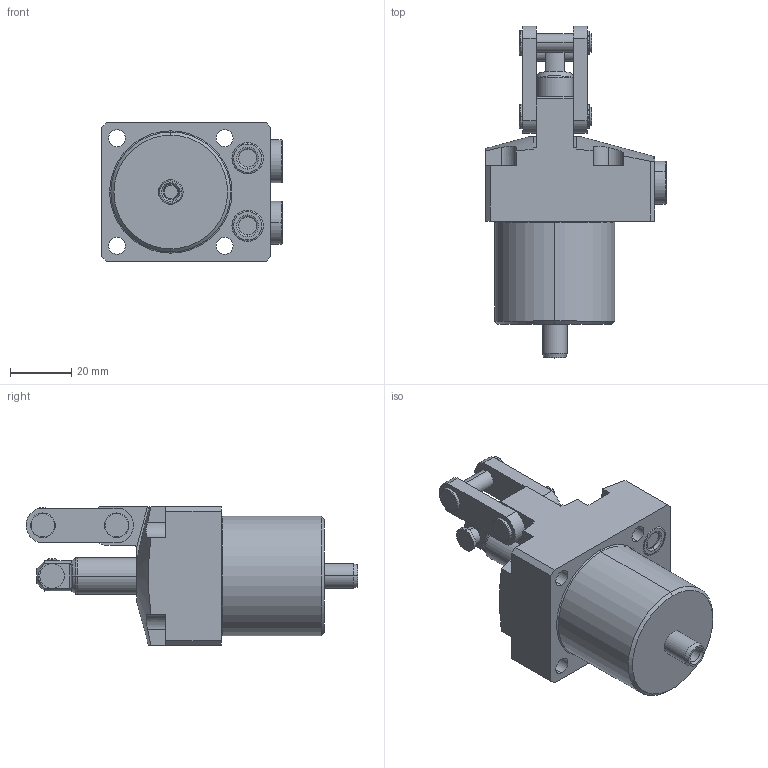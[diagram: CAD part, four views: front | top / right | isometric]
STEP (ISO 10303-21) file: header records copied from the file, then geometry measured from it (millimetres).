
FILE_DESCRIPTION (( 'STEP AP203' ), '1' );
FILE_NAME ('CLU02-LE.step', '2014-10-03T01:51:55', ( 'pascal' ), ( 'Hewlett-Packard Company' ), 'SwSTEP 2.0', 'SolidWorks 2012', '' );
FILE_SCHEMA (( 'CONFIG_CONTROL_DESIGN' ));
Length unit declared in the file: millimetre
Products named in the file (5): CLU02-LE; CLU02-E_PLUG; CLU02-E_LINK; CLU02-E_ROD; CLU02-LE_BODY
Assembly tree (5 placements, depth 2):
  CLU02-LE
    CLU02-LE_BODY
    CLU02-E_ROD
    CLU02-E_LINK
    CLU02-E_PLUG  x2
Bounding box: 58.8 x 107.98 x 45 mm (x, y, z)
Volume: 105280.8 mm3; surface area: 26157.7 mm2
Topology: 5 solids, 7 shells, 305 faces, 725 edges, 460 vertices
Faces by surface type: cylinder 126, plane 122, torus 34, cone 23
Entity records: 9098 total; most frequent: CARTESIAN_POINT 1708, DIRECTION 1545, ORIENTED_EDGE 1358, EDGE_CURVE 679, AXIS2_PLACEMENT_3D 619, VERTEX_POINT 432, EDGE_LOOP 329, CIRCLE 328
